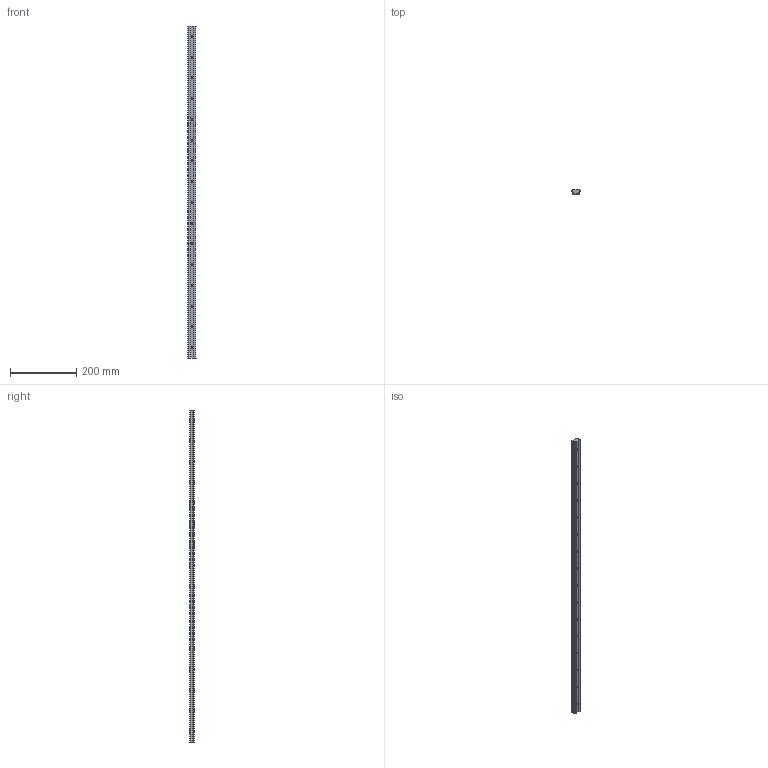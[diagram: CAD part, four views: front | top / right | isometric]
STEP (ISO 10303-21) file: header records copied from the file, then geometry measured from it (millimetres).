
FILE_DESCRIPTION (( 'STEP AP214' ), '1' );
FILE_NAME ('SLFS25-1000-62.5.STEP', '2024-05-28T06:12:09', ( '' ), ( '' ), 'SwSTEP 2.0', 'SolidWorks 2023', '' );
FILE_SCHEMA (( 'AUTOMOTIVE_DESIGN' ));
Length unit declared in the file: millimetre
Products named in the file (2): SLFS25-1000-62.5; SLFS25-instelbaar
Assembly tree (1 placements, depth 2):
  SLFS25-1000-62.5
    SLFS25-instelbaar
Bounding box: 24.99 x 15 x 1000 mm (x, y, z)
Volume: 292499.8 mm3; surface area: 87569.1 mm2
Topology: 1 solids, 1 shells, 127 faces, 327 edges, 218 vertices
Faces by surface type: cylinder 87, plane 40
Entity records: 4074 total; most frequent: DIRECTION 763, CARTESIAN_POINT 676, ORIENTED_EDGE 654, EDGE_CURVE 327, AXIS2_PLACEMENT_3D 305, VERTEX_POINT 218, EDGE_LOOP 175, CIRCLE 174
